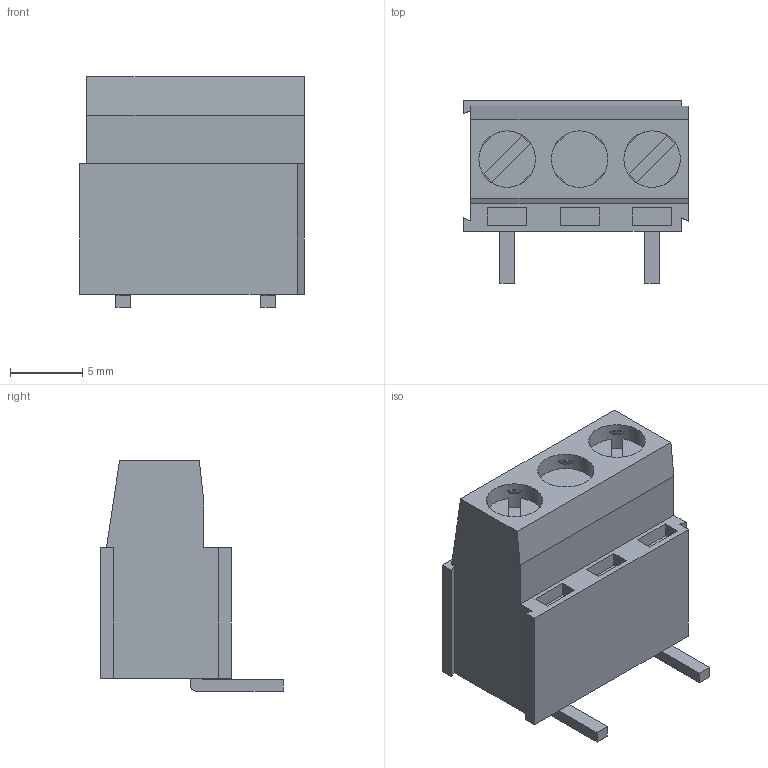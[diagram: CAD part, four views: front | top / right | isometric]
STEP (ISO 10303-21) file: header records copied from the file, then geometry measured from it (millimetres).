
FILE_DESCRIPTION((''),'2;1');
FILE_NAME('C-282852-2','2020-01-20T05:54:26',('workeradm'),('TE Connectivity Ltd.'),'CREO PARAMETRIC BY PTC INC, 2019030','CREO PARAMETRIC BY PTC INC, 2019030','');
FILE_SCHEMA(('AUTOMOTIVE_DESIGN { 1 0 10303 214 1 1 1 1 }'));
Length unit declared in the file: millimetre
Products named in the file (1): C-282852-2
Bounding box: 15.5 x 12.6 x 15.9 mm (x, y, z)
Volume: 1677.3 mm3; surface area: 1135.9 mm2
Topology: 1 solids, 1 shells, 107 faces, 245 edges, 163 vertices
Faces by surface type: plane 87, bspline 12, cylinder 8
Entity records: 3619 total; most frequent: CARTESIAN_POINT 877, ORIENTED_EDGE 490, DIRECTION 471, EDGE_CURVE 245, VECTOR 185, LINE 185, VERTEX_POINT 163, AXIS2_PLACEMENT_3D 143
